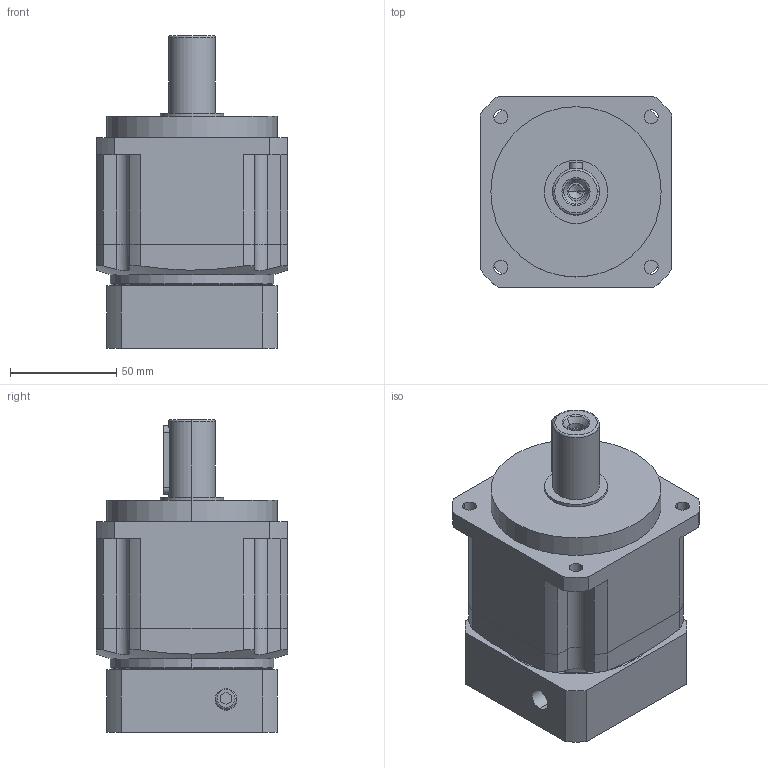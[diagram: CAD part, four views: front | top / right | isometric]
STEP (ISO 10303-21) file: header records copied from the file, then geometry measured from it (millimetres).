
FILE_DESCRIPTION (( 'STEP AP203' ), '1' );
FILE_NAME ('GPB090-L1-(19-70-90-M6).STEP', '2022-05-10T07:02:32', ( '微软用户' ), ( '微软中国' ), 'SwSTEP 2.0', 'SolidWorks 2018', '' );
FILE_SCHEMA (( 'CONFIG_CONTROL_DESIGN' ));
Length unit declared in the file: millimetre
Products named in the file (1): GPB090-L1-(19-70-90-M6)
Bounding box: 90 x 90 x 147 mm (x, y, z)
Volume: 640642.1 mm3; surface area: 99477.3 mm2
Topology: 5 solids, 5 shells, 319 faces, 804 edges, 517 vertices
Faces by surface type: plane 145, cylinder 136, cone 20, torus 18
Entity records: 10159 total; most frequent: CARTESIAN_POINT 2204, DIRECTION 1722, ORIENTED_EDGE 1588, EDGE_CURVE 794, AXIS2_PLACEMENT_3D 643, VERTEX_POINT 517, VECTOR 436, LINE 436
